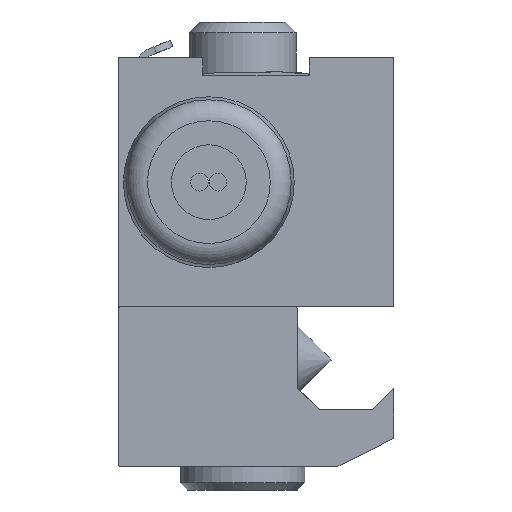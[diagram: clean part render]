
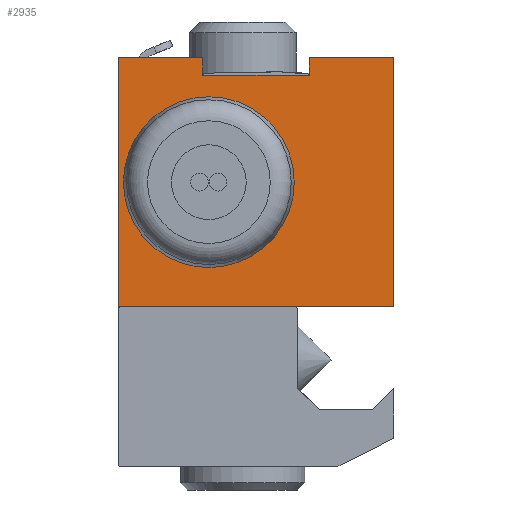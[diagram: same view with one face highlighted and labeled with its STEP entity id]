
A CAD part, left-side view. The second image highlights one B-rep face of the part: STEP entity #2935.
In plain terms, the highlighted planar face has unit normal (-1, 0, 0).
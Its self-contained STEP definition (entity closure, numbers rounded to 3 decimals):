
#129=LINE('',#4260,#346);
#137=LINE('',#4278,#354);
#148=LINE('',#4300,#365);
#150=LINE('',#4304,#367);
#157=LINE('',#4317,#374);
#163=LINE('',#4329,#380);
#168=LINE('',#4338,#385);
#172=LINE('',#4347,#389);
#346=VECTOR('',#3435,1000.);
#354=VECTOR('',#3447,1000.);
#365=VECTOR('',#3462,1000.);
#367=VECTOR('',#3466,1000.);
#374=VECTOR('',#3475,1000.);
#380=VECTOR('',#3485,1000.);
#385=VECTOR('',#3494,1000.);
#389=VECTOR('',#3506,1000.);
#574=PLANE('',#3136);
#721=ORIENTED_EDGE('',*,*,#1450,.F.);
#722=ORIENTED_EDGE('',*,*,#1435,.T.);
#723=ORIENTED_EDGE('',*,*,#1441,.T.);
#724=ORIENTED_EDGE('',*,*,#1446,.T.);
#725=ORIENTED_EDGE('',*,*,#1415,.F.);
#726=ORIENTED_EDGE('',*,*,#1426,.F.);
#727=ORIENTED_EDGE('',*,*,#1451,.F.);
#728=ORIENTED_EDGE('',*,*,#1428,.F.);
#729=ORIENTED_EDGE('',*,*,#1407,.F.);
#1407=EDGE_CURVE('',#1781,#1782,#129,.T.);
#1415=EDGE_CURVE('',#1789,#1790,#137,.T.);
#1426=EDGE_CURVE('',#1798,#1789,#148,.T.);
#1428=EDGE_CURVE('',#1782,#1800,#150,.T.);
#1435=EDGE_CURVE('',#1781,#1804,#157,.T.);
#1441=EDGE_CURVE('',#1804,#1808,#163,.T.);
#1446=EDGE_CURVE('',#1808,#1790,#168,.T.);
#1450=EDGE_CURVE('',#1811,#1811,#2032,.F.);
#1451=EDGE_CURVE('',#1800,#1798,#172,.T.);
#1781=VERTEX_POINT('',#4259);
#1782=VERTEX_POINT('',#4261);
#1789=VERTEX_POINT('',#4277);
#1790=VERTEX_POINT('',#4279);
#1798=VERTEX_POINT('',#4299);
#1800=VERTEX_POINT('',#4305);
#1804=VERTEX_POINT('',#4316);
#1808=VERTEX_POINT('',#4328);
#1811=VERTEX_POINT('',#4346);
#2032=CIRCLE('',#3137,4.8);
#2159=EDGE_LOOP('',(#721));
#2160=EDGE_LOOP('',(#722,#723,#724,#725,#726,#727,#728,#729));
#2375=FACE_BOUND('',#2159,.T.);
#2376=FACE_BOUND('',#2160,.T.);
#2935=ADVANCED_FACE('',(#2375,#2376),#574,.F.);
#3136=AXIS2_PLACEMENT_3D('',#4344,#3502,#3503);
#3137=AXIS2_PLACEMENT_3D('',#4345,#3504,#3505);
#3435=DIRECTION('',(0.,-1.,0.));
#3447=DIRECTION('',(0.,-1.,0.));
#3462=DIRECTION('',(0.,0.,1.));
#3466=DIRECTION('',(0.,0.,-1.));
#3475=DIRECTION('',(0.,0.,-1.));
#3485=DIRECTION('',(0.,1.,0.));
#3494=DIRECTION('',(0.,0.,1.));
#3502=DIRECTION('',(1.,0.,0.));
#3503=DIRECTION('',(0.,0.,-1.));
#3504=DIRECTION('',(1.,0.,0.));
#3505=DIRECTION('',(0.,0.,-1.));
#3506=DIRECTION('',(0.,1.,0.));
#4259=CARTESIAN_POINT('',(-17.,4.75,7.));
#4260=CARTESIAN_POINT('',(-17.,15.5,7.));
#4261=CARTESIAN_POINT('',(-17.,0.,7.));
#4277=CARTESIAN_POINT('',(-17.,15.5,7.));
#4278=CARTESIAN_POINT('',(-17.,15.5,7.));
#4279=CARTESIAN_POINT('',(-17.,10.75,7.));
#4299=CARTESIAN_POINT('',(-17.,15.5,-7.));
#4300=CARTESIAN_POINT('',(-17.,15.5,-7.));
#4304=CARTESIAN_POINT('',(-17.,0.,7.));
#4305=CARTESIAN_POINT('',(-17.,0.,-7.));
#4316=CARTESIAN_POINT('',(-17.,4.75,6.));
#4317=CARTESIAN_POINT('',(-17.,4.75,7.));
#4328=CARTESIAN_POINT('',(-17.,10.75,6.));
#4329=CARTESIAN_POINT('',(-17.,4.75,6.));
#4338=CARTESIAN_POINT('',(-17.,10.75,6.));
#4344=CARTESIAN_POINT('',(-17.,0.,0.));
#4345=CARTESIAN_POINT('',(-17.,10.4,0.));
#4346=CARTESIAN_POINT('',(-17.,10.4,-4.8));
#4347=CARTESIAN_POINT('',(-17.,0.,-7.));
